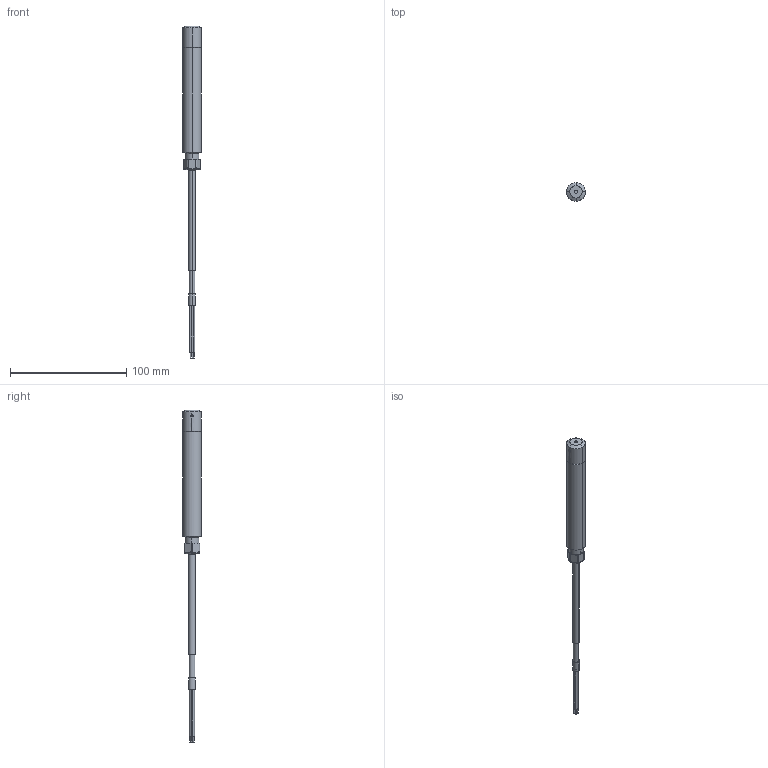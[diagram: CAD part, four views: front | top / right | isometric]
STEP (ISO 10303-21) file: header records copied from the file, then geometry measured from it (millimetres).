
FILE_DESCRIPTION (( 'STEP AP214' ), '1' );
FILE_NAME ('SBLT-010-L50.STEP', '2025-05-12T22:33:23', ( '' ), ( '' ), 'SwSTEP 2.0', 'SolidWorks 2024', '' );
FILE_SCHEMA (( 'AUTOMOTIVE_DESIGN' ));
Length unit declared in the file: inch
Products named in the file (1): SBLT-010-L50
Bounding box: 16 x 16 x 285.02 mm (x, y, z)
Volume: 52406.3 mm3; surface area: 19313.4 mm2
Topology: 11 solids, 11 shells, 201 faces, 423 edges, 257 vertices
Faces by surface type: cylinder 88, plane 52, cone 31, bspline 20, torus 10
Entity records: 6487 total; most frequent: CARTESIAN_POINT 2017, DIRECTION 969, ORIENTED_EDGE 846, EDGE_CURVE 423, AXIS2_PLACEMENT_3D 415, VERTEX_POINT 257, CIRCLE 233, EDGE_LOOP 218
